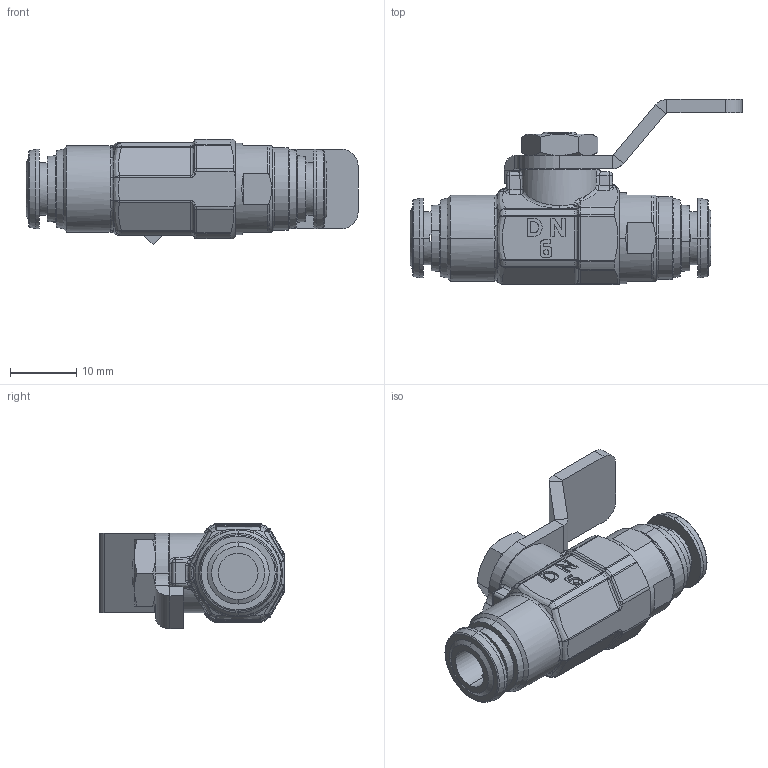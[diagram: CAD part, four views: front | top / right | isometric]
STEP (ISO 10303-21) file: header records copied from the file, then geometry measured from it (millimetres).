
FILE_DESCRIPTION (( 'STEP AP214' ), '1' );
FILE_NAME ('6656000002.STEP', '2019-11-22T12:57:32', ( 'admin' ), ( '' ), 'SwSTEP 2.0', 'SolidWorks 2016', '' );
FILE_SCHEMA (( 'AUTOMOTIVE_DESIGN' ));
Length unit declared in the file: millimetre
Products named in the file (1): 6656000002
Bounding box: 50.16 x 27.95 x 15.91 mm (x, y, z)
Volume: 7045.9 mm3; surface area: 4217.3 mm2
Topology: 1 solids, 1 shells, 494 faces, 1183 edges, 680 vertices
Faces by surface type: plane 137, bspline 124, cylinder 106, cone 61, torus 40, sphere 26
Entity records: 16309 total; most frequent: CARTESIAN_POINT 5913, ORIENTED_EDGE 2318, DIRECTION 2000, EDGE_CURVE 1159, AXIS2_PLACEMENT_3D 805, VERTEX_POINT 680, EDGE_LOOP 517, ADVANCED_FACE 494
